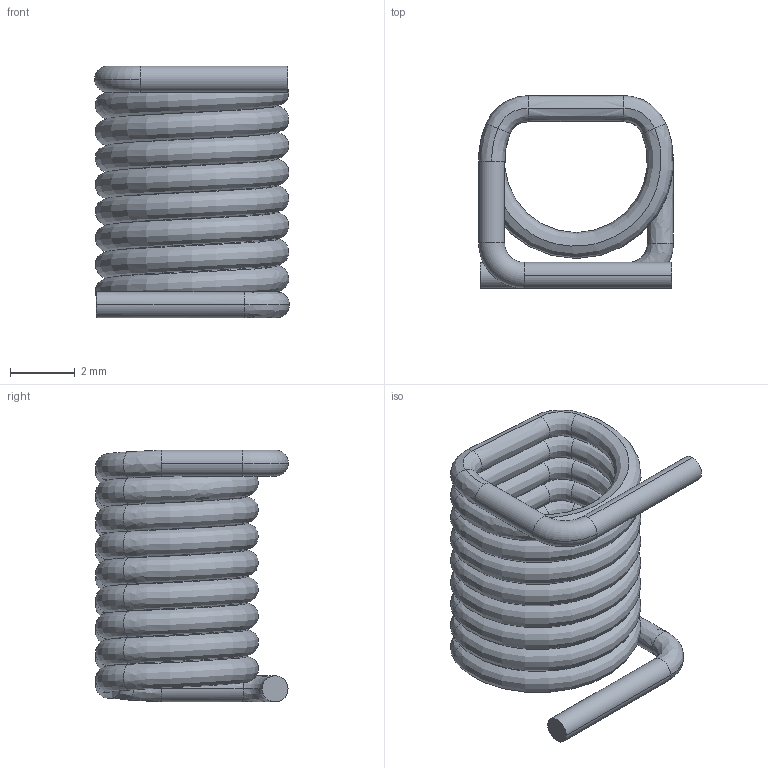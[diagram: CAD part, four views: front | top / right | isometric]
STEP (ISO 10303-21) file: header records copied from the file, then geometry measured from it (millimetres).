
FILE_DESCRIPTION (( 'STEP AP214' ), '1' );
FILE_NAME ('Coilcraft-2222SQ-161.STEP', '2018-12-29T10:47:10', ( '' ), ( '' ), 'SwSTEP 2.0', 'SolidWorks 2018', '' );
FILE_SCHEMA (( 'AUTOMOTIVE_DESIGN' ));
Length unit declared in the file: millimetre
Products named in the file (1): Coilcraft-2222SQ-161
Bounding box: 6 x 5.94 x 7.75 mm (x, y, z)
Volume: 74.8 mm3; surface area: 375 mm2
Topology: 1 solids, 1 shells, 88 faces, 185 edges, 98 vertices
Faces by surface type: bspline 80, cylinder 4, torus 2, plane 2
Entity records: 9211 total; most frequent: CARTESIAN_POINT 6748, ORIENTED_EDGE 370, DIRECTION 226, EDGE_CURVE 185, AXIS2_PLACEMENT_3D 109, CIRCLE 100, VERTEX_POINT 98, UNCERTAINTY_MEASURE_WITH_UNIT 91
